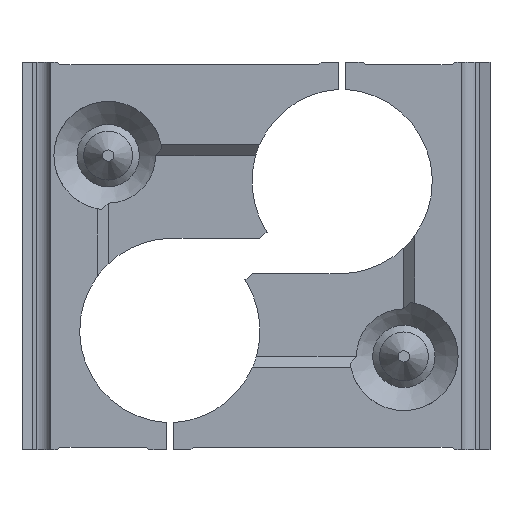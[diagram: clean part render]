
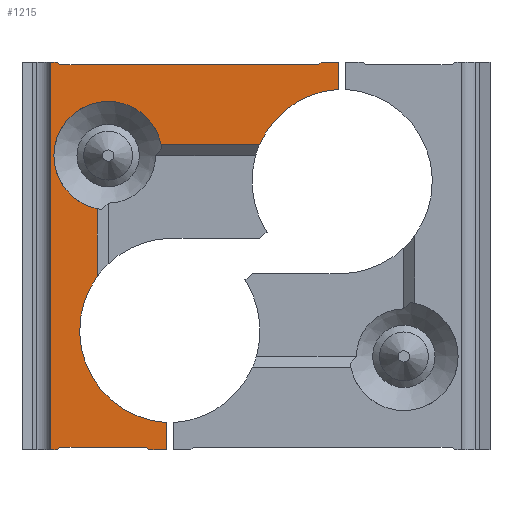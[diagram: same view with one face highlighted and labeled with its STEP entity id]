
A CAD part, front view. The second image highlights one B-rep face of the part: STEP entity #1215.
In plain terms, the highlighted planar face has unit normal (0, -1, 0).
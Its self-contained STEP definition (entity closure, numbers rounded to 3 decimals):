
#1015=FACE_OUTER_BOUND('',#2521,.T.);
#1215=ADVANCED_FACE('',(#1015),#1433,.T.);
#1433=PLANE('',#5180);
#1626=LINE('',#6646,#2047);
#1627=LINE('',#6648,#2048);
#1630=LINE('',#6655,#2051);
#1635=LINE('',#6665,#2056);
#1639=LINE('',#6674,#2060);
#1642=LINE('',#6680,#2063);
#1645=LINE('',#6686,#2066);
#1647=LINE('',#6689,#2068);
#1649=LINE('',#6724,#2070);
#1650=LINE('',#6727,#2071);
#1651=LINE('',#6729,#2072);
#1652=LINE('',#6731,#2073);
#1653=LINE('',#6733,#2074);
#1654=LINE('',#6735,#2075);
#1655=LINE('',#6739,#2076);
#2047=VECTOR('',#5549,1.);
#2048=VECTOR('',#5552,1.);
#2051=VECTOR('',#5557,1.);
#2056=VECTOR('',#5566,1.);
#2060=VECTOR('',#5572,1.);
#2063=VECTOR('',#5577,1.);
#2066=VECTOR('',#5582,1.);
#2068=VECTOR('',#5586,1.);
#2070=VECTOR('',#5598,1.);
#2071=VECTOR('',#5601,1.);
#2072=VECTOR('',#5602,1.);
#2073=VECTOR('',#5603,1.);
#2074=VECTOR('',#5604,1.);
#2075=VECTOR('',#5605,1.);
#2076=VECTOR('',#5608,1.);
#2521=EDGE_LOOP('',(#2861,#2862,#2863,#2864,#2865,#2866,#2867,#2868,#2869,
#2870,#2871,#2872,#2873,#2874,#2875,#2876,#2877,#2878));
#2861=ORIENTED_EDGE('',*,*,#4381,.T.);
#2862=ORIENTED_EDGE('',*,*,#4383,.T.);
#2863=ORIENTED_EDGE('',*,*,#4384,.F.);
#2864=ORIENTED_EDGE('',*,*,#4363,.F.);
#2865=ORIENTED_EDGE('',*,*,#4367,.F.);
#2866=ORIENTED_EDGE('',*,*,#4370,.T.);
#2867=ORIENTED_EDGE('',*,*,#4373,.T.);
#2868=ORIENTED_EDGE('',*,*,#4375,.T.);
#2869=ORIENTED_EDGE('',*,*,#4354,.F.);
#2870=ORIENTED_EDGE('',*,*,#4355,.F.);
#2871=ORIENTED_EDGE('',*,*,#4358,.T.);
#2872=ORIENTED_EDGE('',*,*,#4385,.T.);
#2873=ORIENTED_EDGE('',*,*,#4386,.T.);
#2874=ORIENTED_EDGE('',*,*,#4387,.T.);
#2875=ORIENTED_EDGE('',*,*,#4388,.T.);
#2876=ORIENTED_EDGE('',*,*,#4389,.T.);
#2877=ORIENTED_EDGE('',*,*,#4390,.T.);
#2878=ORIENTED_EDGE('',*,*,#4391,.T.);
#3948=VERTEX_POINT('',#6639);
#3951=VERTEX_POINT('',#6645);
#3952=VERTEX_POINT('',#6649);
#3954=VERTEX_POINT('',#6654);
#3956=VERTEX_POINT('',#6663);
#3958=VERTEX_POINT('',#6666);
#3961=VERTEX_POINT('',#6673);
#3962=VERTEX_POINT('',#6678);
#3964=VERTEX_POINT('',#6684);
#3968=VERTEX_POINT('',#6716);
#3969=VERTEX_POINT('',#6718);
#3970=VERTEX_POINT('',#6725);
#3971=VERTEX_POINT('',#6728);
#3972=VERTEX_POINT('',#6730);
#3973=VERTEX_POINT('',#6732);
#3974=VERTEX_POINT('',#6734);
#3975=VERTEX_POINT('',#6736);
#3976=VERTEX_POINT('',#6738);
#4354=EDGE_CURVE('',#3951,#3948,#1626,.T.);
#4355=EDGE_CURVE('',#3952,#3951,#1627,.T.);
#4358=EDGE_CURVE('',#3952,#3954,#1630,.T.);
#4363=EDGE_CURVE('',#3956,#3958,#1635,.T.);
#4367=EDGE_CURVE('',#3961,#3956,#1639,.T.);
#4370=EDGE_CURVE('',#3961,#3962,#1642,.T.);
#4373=EDGE_CURVE('',#3962,#3964,#1645,.T.);
#4375=EDGE_CURVE('',#3964,#3948,#1647,.T.);
#4381=EDGE_CURVE('',#3969,#3968,#4901,.T.);
#4383=EDGE_CURVE('',#3968,#3970,#1649,.T.);
#4384=EDGE_CURVE('',#3958,#3970,#4902,.T.);
#4385=EDGE_CURVE('',#3954,#3971,#1650,.T.);
#4386=EDGE_CURVE('',#3971,#3972,#1651,.T.);
#4387=EDGE_CURVE('',#3972,#3973,#1652,.T.);
#4388=EDGE_CURVE('',#3973,#3974,#1653,.T.);
#4389=EDGE_CURVE('',#3974,#3975,#1654,.T.);
#4390=EDGE_CURVE('',#3975,#3976,#4903,.T.);
#4391=EDGE_CURVE('',#3976,#3969,#1655,.T.);
#4901=CIRCLE('',#5176,4.);
#4902=CIRCLE('',#5178,6.8);
#4903=CIRCLE('',#5179,6.8);
#5176=AXIS2_PLACEMENT_3D('',#6717,#5594,#5595);
#5178=AXIS2_PLACEMENT_3D('',#6726,#5599,#5600);
#5179=AXIS2_PLACEMENT_3D('',#6737,#5606,#5607);
#5180=AXIS2_PLACEMENT_3D('',#6740,#5609,#5610);
#5549=DIRECTION('',(1.,0.,0.));
#5552=DIRECTION('',(0.,0.,1.));
#5557=DIRECTION('',(1.,0.,0.));
#5566=DIRECTION('',(0.,0.,-1.));
#5572=DIRECTION('',(1.,0.,0.));
#5577=DIRECTION('',(-0.707,0.,-0.707));
#5582=DIRECTION('',(-1.,0.,0.));
#5586=DIRECTION('',(-0.707,0.,0.707));
#5594=DIRECTION('',(0.,1.,0.));
#5595=DIRECTION('',(-0.2,0.,-0.98));
#5598=DIRECTION('',(1.,0.,0.));
#5599=DIRECTION('',(0.,-1.,0.));
#5600=DIRECTION('',(0.,0.,-1.));
#5601=DIRECTION('',(0.707,0.,0.707));
#5602=DIRECTION('',(1.,0.,0.));
#5603=DIRECTION('',(0.707,0.,-0.707));
#5604=DIRECTION('',(1.,0.,0.));
#5605=DIRECTION('',(0.,0.,1.));
#5606=DIRECTION('',(0.,1.,0.));
#5607=DIRECTION('',(0.,0.,-1.));
#5608=DIRECTION('',(0.,0.,1.));
#5609=DIRECTION('',(0.,-1.,0.));
#5610=DIRECTION('',(0.,0.,-1.));
#6639=CARTESIAN_POINT('',(-40.737,-39.962,69.95));
#6645=CARTESIAN_POINT('',(-41.237,-39.962,69.95));
#6646=CARTESIAN_POINT('',(-41.237,-39.962,69.95));
#6648=CARTESIAN_POINT('',(-41.237,-39.962,41.35));
#6649=CARTESIAN_POINT('',(-41.237,-39.962,41.35));
#6654=CARTESIAN_POINT('',(-40.737,-39.962,41.35));
#6655=CARTESIAN_POINT('',(-41.237,-39.962,41.35));
#6663=CARTESIAN_POINT('',(-19.987,-39.962,69.95));
#6665=CARTESIAN_POINT('',(-19.987,-39.962,70.665));
#6666=CARTESIAN_POINT('',(-19.987,-39.962,67.938));
#6673=CARTESIAN_POINT('',(-21.287,-39.962,69.95));
#6674=CARTESIAN_POINT('',(-21.287,-39.962,69.95));
#6678=CARTESIAN_POINT('',(-21.487,-39.962,69.75));
#6680=CARTESIAN_POINT('',(-21.287,-39.962,69.95));
#6684=CARTESIAN_POINT('',(-40.537,-39.962,69.75));
#6686=CARTESIAN_POINT('',(-21.487,-39.962,69.75));
#6689=CARTESIAN_POINT('',(-40.537,-39.962,69.75));
#6716=CARTESIAN_POINT('',(-33.068,-39.962,63.85));
#6717=CARTESIAN_POINT('',(-36.987,-39.962,63.05));
#6718=CARTESIAN_POINT('',(-37.787,-39.962,59.131));
#6724=CARTESIAN_POINT('',(-33.068,-39.962,63.85));
#6725=CARTESIAN_POINT('',(-25.828,-39.962,63.85));
#6726=CARTESIAN_POINT('',(-19.587,-39.962,61.15));
#6727=CARTESIAN_POINT('',(-40.737,-39.962,41.35));
#6728=CARTESIAN_POINT('',(-40.537,-39.962,41.55));
#6729=CARTESIAN_POINT('',(-40.537,-39.962,41.55));
#6730=CARTESIAN_POINT('',(-34.187,-39.962,41.55));
#6731=CARTESIAN_POINT('',(-34.187,-39.962,41.55));
#6732=CARTESIAN_POINT('',(-33.987,-39.962,41.35));
#6733=CARTESIAN_POINT('',(-33.987,-39.962,41.35));
#6734=CARTESIAN_POINT('',(-32.687,-39.962,41.35));
#6735=CARTESIAN_POINT('',(-32.687,-39.962,43.505));
#6736=CARTESIAN_POINT('',(-32.687,-39.962,43.362));
#6737=CARTESIAN_POINT('',(-32.287,-39.962,50.15));
#6738=CARTESIAN_POINT('',(-37.787,-39.962,54.149));
#6739=CARTESIAN_POINT('',(-37.787,-39.962,55.395));
#6740=CARTESIAN_POINT('',(-41.768,-39.962,70.665));
